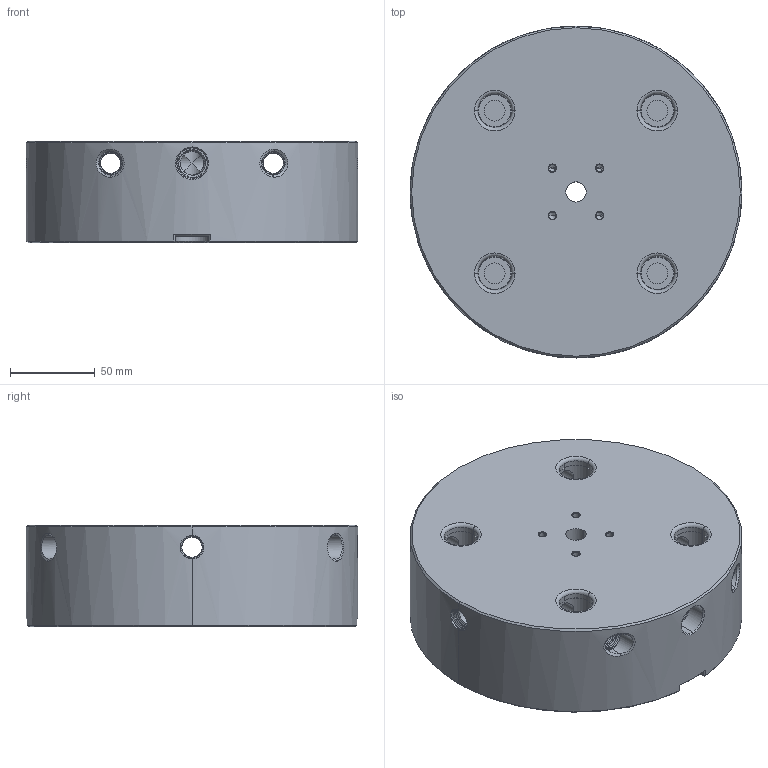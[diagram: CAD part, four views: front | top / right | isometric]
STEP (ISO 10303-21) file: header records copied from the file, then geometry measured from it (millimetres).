
FILE_DESCRIPTION (( 'STEP AP203' ), '1' );
FILE_NAME ('200280.STEP', '2017-06-20T20:20:21', ( '' ), ( '' ), 'SwSTEP 2.0', 'SolidWorks 2017', '' );
FILE_SCHEMA (( 'CONFIG_CONTROL_DESIGN' ));
Length unit declared in the file: millimetre
Products named in the file (1): 200280
Bounding box: 196 x 196 x 60 mm (x, y, z)
Volume: 1692590.8 mm3; surface area: 128628.4 mm2
Topology: 1 solids, 1 shells, 330 faces, 816 edges, 490 vertices
Faces by surface type: cylinder 170, cone 74, plane 54, bspline 24, torus 8
Entity records: 23194 total; most frequent: CARTESIAN_POINT 16011, ORIENTED_EDGE 1600, DIRECTION 1362, EDGE_CURVE 800, AXIS2_PLACEMENT_3D 536, VERTEX_POINT 490, EDGE_LOOP 372, FACE_OUTER_BOUND 330
